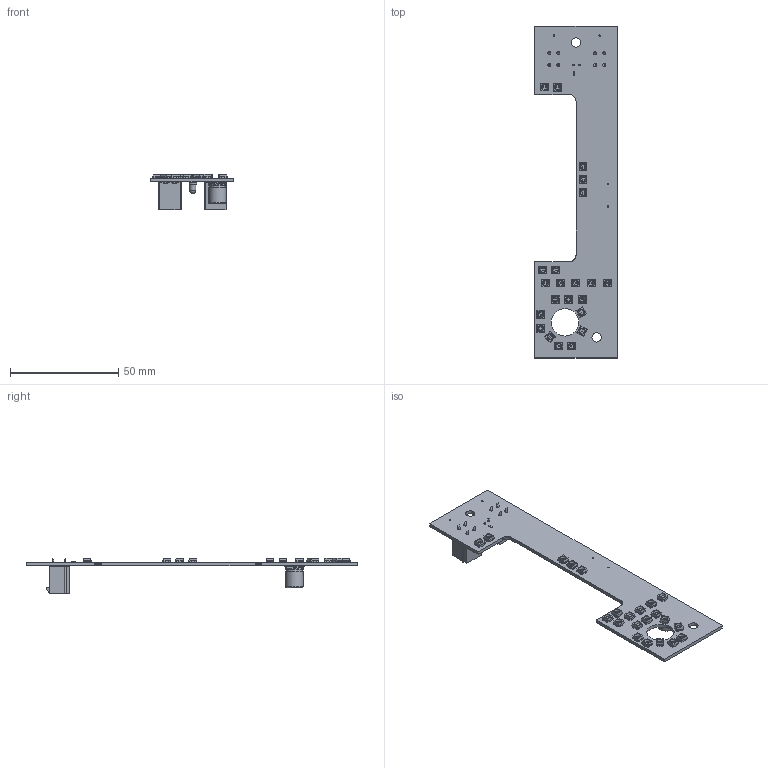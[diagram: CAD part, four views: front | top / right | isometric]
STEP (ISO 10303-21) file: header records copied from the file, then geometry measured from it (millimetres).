
FILE_DESCRIPTION(('KiCad electronic assembly'),'2;1');
FILE_NAME('DEFOG PANEL.step','2023-05-05T17:04:11',('Pcbnew'),('Kicad'), 'Open CASCADE STEP processor 7.6','KiCad to STEP converter','Unknown' );
FILE_SCHEMA(('AUTOMOTIVE_DESIGN { 1 0 10303 214 1 1 1 1 }'));
Length unit declared in the file: millimetre
Products named in the file (12): DEFOG PANEL 1; LED_WS2812B-MINI_PLCC4_3.5x3.5mm_P1.75mm; COMPOUND; R_0603_1608Metric; SOLID; CP_Elec_8x10; LED_D3.0mm_GREEN; Molex_Mini-Fit_Jr_5566-04A_2x02_P4.20mm_Vertical; DEFOG PANEL PCB
Assembly tree (33 placements, depth 3):
  DEFOG PANEL 1
    LED_WS2812B-MINI_PLCC4_3.5x3.5mm_P1.75mm  x22
      COMPOUND
    R_0603_1608Metric
      SOLID
    CP_Elec_8x10
      SOLID
    LED_D3.0mm_GREEN
      SOLID
    Molex_Mini-Fit_Jr_5566-04A_2x02_P4.20mm_Vertical  x2
      SOLID
    DEFOG PANEL PCB
Bounding box: 38.1 x 153.67 x 16.43 mm (x, y, z)
Volume: 9047 mm3; surface area: 14079.1 mm2
Topology: 138 solids, 138 shells, 1892 faces, 4594 edges, 3026 vertices
Faces by surface type: plane 1647, cylinder 215, cone 22, torus 4, bspline 2, revolution 1, sphere 1
Full cylindrical faces by diameter (mm): 0.7 x4, 0.9 x2, 1.4 x8, 3 x1, 4.3 x2, 8 x2, 12.7 x1
Entity records: 23103 total; most frequent: CARTESIAN_POINT 4369, DIRECTION 3369, LINE 2395, VECTOR 2395, ORIENTED_EDGE 1742, PCURVE 1742, DEFINITIONAL_REPRESENTATION 1742, EDGE_CURVE 871
